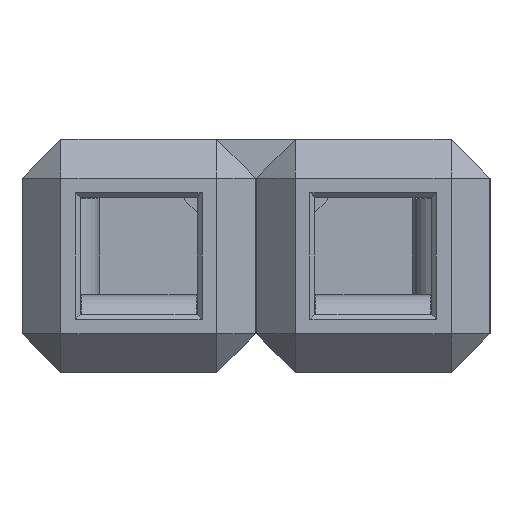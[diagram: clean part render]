
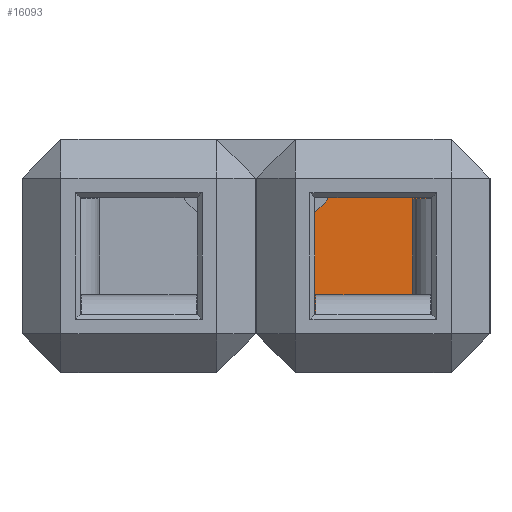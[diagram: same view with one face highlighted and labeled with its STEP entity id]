
A CAD part, left-side view. The second image highlights one B-rep face of the part: STEP entity #16093.
In plain terms, the highlighted planar face has unit normal (-1, 0, 0).
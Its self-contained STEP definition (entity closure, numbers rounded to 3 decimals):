
#297=PLANE('',#17206);
#1193=FACE_OUTER_BOUND('',#2249,.T.);
#2249=EDGE_LOOP('',(#11551,#11552,#11553,#11554));
#3473=LINE('',#23141,#5549);
#3476=LINE('',#23145,#5552);
#3482=LINE('',#23156,#5558);
#3483=LINE('',#23158,#5559);
#5549=VECTOR('',#18549,10.);
#5552=VECTOR('',#18554,10.);
#5558=VECTOR('',#18570,10.);
#5559=VECTOR('',#18573,10.);
#7786=VERTEX_POINT('',#23092);
#7787=VERTEX_POINT('',#23099);
#7789=VERTEX_POINT('',#23105);
#7795=VERTEX_POINT('',#23122);
#9197=EDGE_CURVE('',#7789,#7795,#3473,.T.);
#9200=EDGE_CURVE('',#7795,#7787,#3476,.T.);
#9206=EDGE_CURVE('',#7786,#7789,#3482,.T.);
#9207=EDGE_CURVE('',#7787,#7786,#3483,.T.);
#11551=ORIENTED_EDGE('',*,*,#9197,.F.);
#11552=ORIENTED_EDGE('',*,*,#9206,.F.);
#11553=ORIENTED_EDGE('',*,*,#9207,.F.);
#11554=ORIENTED_EDGE('',*,*,#9200,.F.);
#16093=ADVANCED_FACE('',(#1193),#297,.T.);
#17206=AXIS2_PLACEMENT_3D('',#23163,#18581,#18582);
#18549=DIRECTION('',(0.,0.,-1.));
#18554=DIRECTION('',(0.,1.,0.));
#18570=DIRECTION('',(0.,-1.,0.));
#18573=DIRECTION('',(0.,0.,1.));
#18581=DIRECTION('center_axis',(-1.,0.,0.));
#18582=DIRECTION('ref_axis',(0.,-1.,0.));
#23092=CARTESIAN_POINT('',(0.,-8.333,41.667));
#23099=CARTESIAN_POINT('',(0.,-8.333,8.333));
#23105=CARTESIAN_POINT('',(0.,-41.667,41.667));
#23122=CARTESIAN_POINT('',(0.,-41.667,8.333));
#23141=CARTESIAN_POINT('',(0.,-41.667,0.));
#23145=CARTESIAN_POINT('',(0.,-12.5,8.333));
#23156=CARTESIAN_POINT('',(0.,-12.5,41.667));
#23158=CARTESIAN_POINT('',(0.,-8.333,0.));
#23163=CARTESIAN_POINT('Origin',(0.,0.,0.));
